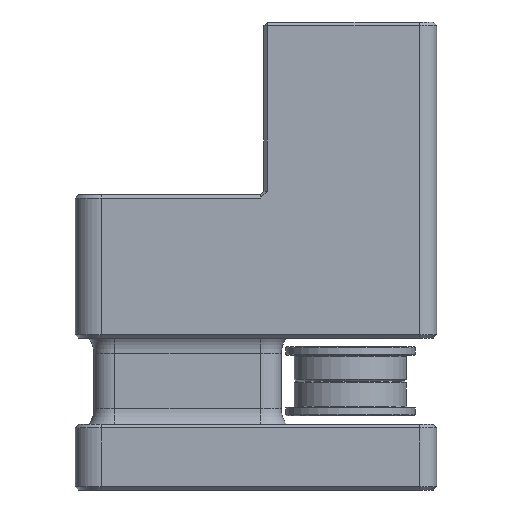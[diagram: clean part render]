
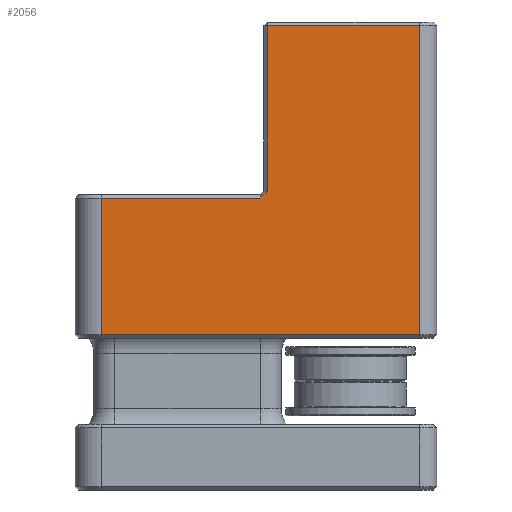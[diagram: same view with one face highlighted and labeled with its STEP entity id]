
A CAD part, left-side view. The second image highlights one B-rep face of the part: STEP entity #2056.
In plain terms, the highlighted planar face has unit normal (-1, 0, 0).
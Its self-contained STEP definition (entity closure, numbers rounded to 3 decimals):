
#276=FACE_OUTER_BOUND('',#412,.T.);
#412=EDGE_LOOP('',(#1390,#1391,#1392,#1393,#1394,#1395,#1396));
#568=LINE('',#3200,#736);
#569=LINE('',#3202,#737);
#570=LINE('',#3204,#738);
#571=LINE('',#3206,#739);
#572=LINE('',#3208,#740);
#573=LINE('',#3210,#741);
#574=LINE('',#3211,#742);
#736=VECTOR('',#2501,1000.);
#737=VECTOR('',#2502,1000.);
#738=VECTOR('',#2503,1000.);
#739=VECTOR('',#2504,1000.);
#740=VECTOR('',#2505,1000.);
#741=VECTOR('',#2506,1000.);
#742=VECTOR('',#2507,1000.);
#904=VERTEX_POINT('',#3198);
#905=VERTEX_POINT('',#3199);
#906=VERTEX_POINT('',#3201);
#907=VERTEX_POINT('',#3203);
#908=VERTEX_POINT('',#3205);
#909=VERTEX_POINT('',#3207);
#910=VERTEX_POINT('',#3209);
#1085=EDGE_CURVE('',#904,#905,#568,.T.);
#1086=EDGE_CURVE('',#905,#906,#569,.T.);
#1087=EDGE_CURVE('',#906,#907,#570,.F.);
#1088=EDGE_CURVE('',#907,#908,#571,.T.);
#1089=EDGE_CURVE('',#908,#909,#572,.T.);
#1090=EDGE_CURVE('',#910,#909,#573,.T.);
#1091=EDGE_CURVE('',#910,#904,#574,.T.);
#1390=ORIENTED_EDGE('',*,*,#1085,.T.);
#1391=ORIENTED_EDGE('',*,*,#1086,.T.);
#1392=ORIENTED_EDGE('',*,*,#1087,.T.);
#1393=ORIENTED_EDGE('',*,*,#1088,.T.);
#1394=ORIENTED_EDGE('',*,*,#1089,.T.);
#1395=ORIENTED_EDGE('',*,*,#1090,.F.);
#1396=ORIENTED_EDGE('',*,*,#1091,.T.);
#2000=PLANE('',#2231);
#2056=ADVANCED_FACE('',(#276),#2000,.F.);
#2231=AXIS2_PLACEMENT_3D('',#3197,#2499,#2500);
#2499=DIRECTION('center_axis',(1.,0.,0.));
#2500=DIRECTION('ref_axis',(0.,0.,-1.));
#2501=DIRECTION('',(0.,0.,-1.));
#2502=DIRECTION('',(0.,-1.,0.));
#2503=DIRECTION('',(0.,0.,-1.));
#2504=DIRECTION('',(0.,1.,0.));
#2505=DIRECTION('',(0.,0.,-1.));
#2506=DIRECTION('',(0.,-0.707,0.707));
#2507=DIRECTION('',(0.,1.,0.));
#3197=CARTESIAN_POINT('Origin',(0.,22.024,54.2));
#3198=CARTESIAN_POINT('',(0.,38.851,33.8));
#3199=CARTESIAN_POINT('',(0.,38.851,18.));
#3200=CARTESIAN_POINT('',(0.,38.851,54.2));
#3201=CARTESIAN_POINT('',(0.,2.,18.));
#3202=CARTESIAN_POINT('',(0.,22.024,18.));
#3203=CARTESIAN_POINT('',(0.,2.,53.8));
#3204=CARTESIAN_POINT('',(0.,2.,54.2));
#3205=CARTESIAN_POINT('',(0.,19.6,53.8));
#3206=CARTESIAN_POINT('',(0.,20.,53.8));
#3207=CARTESIAN_POINT('',(0.,19.6,34.6));
#3208=CARTESIAN_POINT('',(0.,19.6,34.2));
#3209=CARTESIAN_POINT('',(0.,20.4,33.8));
#3210=CARTESIAN_POINT('',(0.,19.6,34.6));
#3211=CARTESIAN_POINT('',(0.,38.851,33.8));
